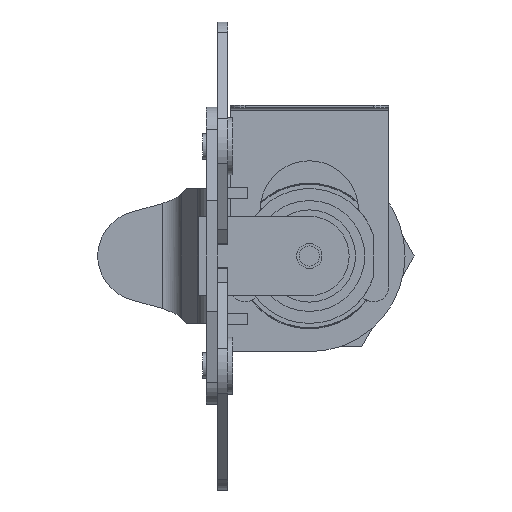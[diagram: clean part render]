
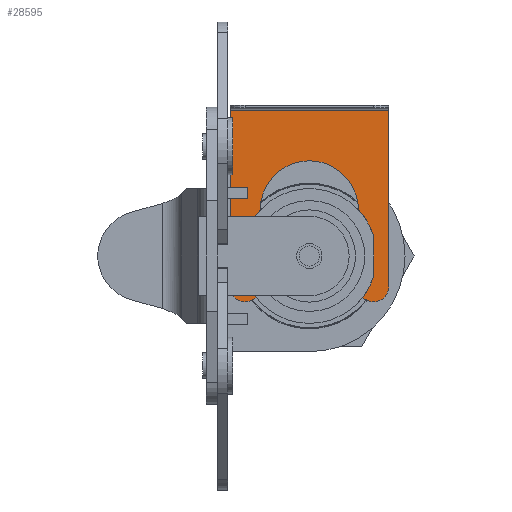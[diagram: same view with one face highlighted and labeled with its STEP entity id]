
A CAD part, front view. The second image highlights one B-rep face of the part: STEP entity #28595.
In plain terms, the highlighted planar face has unit normal (0, -1, 0).
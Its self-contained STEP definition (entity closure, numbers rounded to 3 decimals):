
#386 = VERTEX_POINT ( 'NONE', #24111 ) ;
#1001 = VECTOR ( 'NONE', #31720, 1000. ) ;
#1393 = CARTESIAN_POINT ( 'NONE',  ( 15.75, 6.5, -6.094 ) ) ;
#1593 = VECTOR ( 'NONE', #10079, 1000. ) ;
#2623 = CARTESIAN_POINT ( 'NONE',  ( 0., 6.5, 9.156 ) ) ;
#4526 = VERTEX_POINT ( 'NONE', #14838 ) ;
#4820 = CARTESIAN_POINT ( 'NONE',  ( 12.75, 6.5, -6.094 ) ) ;
#6119 = VECTOR ( 'NONE', #38215, 1000. ) ;
#6256 = LINE ( 'NONE', #1393, #30066 ) ;
#6837 = ORIENTED_EDGE ( 'NONE', *, *, #19113, .T. ) ;
#6897 = VERTEX_POINT ( 'NONE', #39335 ) ;
#7513 = CIRCLE ( 'NONE', #23071, 3. ) ;
#7542 = CARTESIAN_POINT ( 'NONE',  ( -12.75, 6.5, -6.094 ) ) ;
#7695 = EDGE_CURVE ( 'NONE', #6897, #14954, #39253, .T. ) ;
#9327 = CIRCLE ( 'NONE', #26693, 3. ) ;
#9438 = DIRECTION ( 'NONE',  ( 0., -1., 0. ) ) ;
#9644 = LINE ( 'NONE', #10338, #1593 ) ;
#10079 = DIRECTION ( 'NONE',  ( 1., 0., 0. ) ) ;
#10338 = CARTESIAN_POINT ( 'NONE',  ( 12.75, 6.5, 28.906 ) ) ;
#10580 = DIRECTION ( 'NONE',  ( 0., 0., -1. ) ) ;
#10771 = ORIENTED_EDGE ( 'NONE', *, *, #30631, .F. ) ;
#10807 = DIRECTION ( 'NONE',  ( 0., 0., 1. ) ) ;
#11960 = ORIENTED_EDGE ( 'NONE', *, *, #7695, .T. ) ;
#12162 = CARTESIAN_POINT ( 'NONE',  ( -15.75, 6.5, 28.906 ) ) ;
#12252 = CARTESIAN_POINT ( 'NONE',  ( 15.75, 6.5, -6.094 ) ) ;
#13491 = ORIENTED_EDGE ( 'NONE', *, *, #25098, .T. ) ;
#13750 = CARTESIAN_POINT ( 'NONE',  ( 15.75, 6.5, 28.906 ) ) ;
#13811 = EDGE_LOOP ( 'NONE', ( #10771, #15389, #37724, #13491, #11960, #27050, #17070, #6837, #31755 ) ) ;
#14239 = PLANE ( 'NONE',  #19082 ) ;
#14575 = VECTOR ( 'NONE', #16731, 1000. ) ;
#14706 = DIRECTION ( 'NONE',  ( 0., 0., -1. ) ) ;
#14838 = CARTESIAN_POINT ( 'NONE',  ( 9.75, 6.5, -6.094 ) ) ;
#14954 = VERTEX_POINT ( 'NONE', #24156 ) ;
#15389 = ORIENTED_EDGE ( 'NONE', *, *, #15987, .T. ) ;
#15987 = EDGE_CURVE ( 'NONE', #26761, #386, #32290, .T. ) ;
#16493 = EDGE_CURVE ( 'NONE', #386, #27706, #7513, .T. ) ;
#16731 = DIRECTION ( 'NONE',  ( 0., 0., -1. ) ) ;
#17030 = DIRECTION ( 'NONE',  ( 0., 0., -1. ) ) ;
#17070 = ORIENTED_EDGE ( 'NONE', *, *, #19469, .T. ) ;
#18300 = VERTEX_POINT ( 'NONE', #12252 ) ;
#19034 = LINE ( 'NONE', #31451, #1001 ) ;
#19082 = AXIS2_PLACEMENT_3D ( 'NONE', #4820, #38454, #17030 ) ;
#19113 = EDGE_CURVE ( 'NONE', #4526, #18300, #9327, .T. ) ;
#19469 = EDGE_CURVE ( 'NONE', #31668, #4526, #22624, .T. ) ;
#21650 = DIRECTION ( 'NONE',  ( 0., 0., -1. ) ) ;
#22170 = AXIS2_PLACEMENT_3D ( 'NONE', #2623, #36371, #14706 ) ;
#22398 = DIRECTION ( 'NONE',  ( 0., -1., 0. ) ) ;
#22624 = LINE ( 'NONE', #34835, #14575 ) ;
#23071 = AXIS2_PLACEMENT_3D ( 'NONE', #7542, #22398, #10580 ) ;
#24111 = CARTESIAN_POINT ( 'NONE',  ( -15.75, 6.5, -6.094 ) ) ;
#24156 = CARTESIAN_POINT ( 'NONE',  ( 0., 6.5, 18.906 ) ) ;
#25098 = EDGE_CURVE ( 'NONE', #27706, #6897, #19034, .T. ) ;
#25709 = CARTESIAN_POINT ( 'NONE',  ( -15.75, 6.5, -6.094 ) ) ;
#26693 = AXIS2_PLACEMENT_3D ( 'NONE', #29821, #9438, #21650 ) ;
#26761 = VERTEX_POINT ( 'NONE', #12162 ) ;
#27050 = ORIENTED_EDGE ( 'NONE', *, *, #33271, .T. ) ;
#27706 = VERTEX_POINT ( 'NONE', #36153 ) ;
#28595 = ADVANCED_FACE ( 'NONE', ( #36386 ), #14239, .T. ) ;
#29821 = CARTESIAN_POINT ( 'NONE',  ( 12.75, 6.5, -6.094 ) ) ;
#30066 = VECTOR ( 'NONE', #10807, 1000. ) ;
#30631 = EDGE_CURVE ( 'NONE', #26761, #38299, #9644, .T. ) ;
#31170 = AXIS2_PLACEMENT_3D ( 'NONE', #38519, #32132, #35459 ) ;
#31451 = CARTESIAN_POINT ( 'NONE',  ( -9.75, 6.5, -6.094 ) ) ;
#31668 = VERTEX_POINT ( 'NONE', #38974 ) ;
#31720 = DIRECTION ( 'NONE',  ( 0., 0., 1. ) ) ;
#31755 = ORIENTED_EDGE ( 'NONE', *, *, #31921, .T. ) ;
#31921 = EDGE_CURVE ( 'NONE', #18300, #38299, #6256, .T. ) ;
#32132 = DIRECTION ( 'NONE',  ( 0., 1., 0. ) ) ;
#32290 = LINE ( 'NONE', #25709, #6119 ) ;
#33271 = EDGE_CURVE ( 'NONE', #14954, #31668, #38589, .T. ) ;
#34835 = CARTESIAN_POINT ( 'NONE',  ( 9.75, 6.5, -6.094 ) ) ;
#35459 = DIRECTION ( 'NONE',  ( 0., 0., -1. ) ) ;
#36153 = CARTESIAN_POINT ( 'NONE',  ( -9.75, 6.5, -6.094 ) ) ;
#36371 = DIRECTION ( 'NONE',  ( 0., 1., 0. ) ) ;
#36386 = FACE_OUTER_BOUND ( 'NONE', #13811, .T. ) ;
#37724 = ORIENTED_EDGE ( 'NONE', *, *, #16493, .T. ) ;
#38215 = DIRECTION ( 'NONE',  ( 0., 0., -1. ) ) ;
#38299 = VERTEX_POINT ( 'NONE', #13750 ) ;
#38454 = DIRECTION ( 'NONE',  ( 0., -1., 0. ) ) ;
#38519 = CARTESIAN_POINT ( 'NONE',  ( 0., 6.5, 9.156 ) ) ;
#38589 = CIRCLE ( 'NONE', #31170, 9.75 ) ;
#38974 = CARTESIAN_POINT ( 'NONE',  ( 9.75, 6.5, 9.156 ) ) ;
#39253 = CIRCLE ( 'NONE', #22170, 9.75 ) ;
#39335 = CARTESIAN_POINT ( 'NONE',  ( -9.75, 6.5, 9.156 ) ) ;
